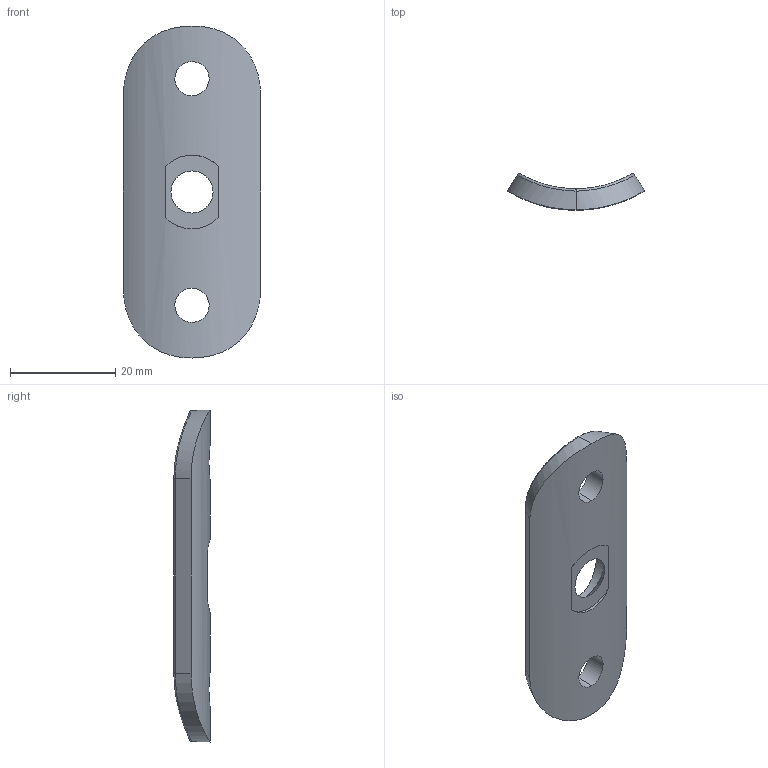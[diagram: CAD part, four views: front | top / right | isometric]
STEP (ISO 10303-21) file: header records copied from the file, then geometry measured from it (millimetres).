
FILE_DESCRIPTION (( 'STEP AP203' ), '1' );
FILE_NAME ('50223-ST.STEP', '2016-10-14T12:20:13', ( '' ), ( '' ), 'SwSTEP 2.0', 'SolidWorks 2015', '' );
FILE_SCHEMA (( 'CONFIG_CONTROL_DESIGN' ));
Length unit declared in the file: millimetre
Products named in the file (1): 50223-ST
Bounding box: 26 x 6.86 x 63 mm (x, y, z)
Volume: 5061.6 mm3; surface area: 3500.9 mm2
Topology: 1 solids, 1 shells, 241 faces, 646 edges, 428 vertices
Faces by surface type: bspline 110, plane 108, cylinder 21, cone 2
Entity records: 13387 total; most frequent: CARTESIAN_POINT 8052, ORIENTED_EDGE 1292, DIRECTION 711, EDGE_CURVE 646, VERTEX_POINT 428, LINE 345, VECTOR 345, EDGE_LOOP 268
